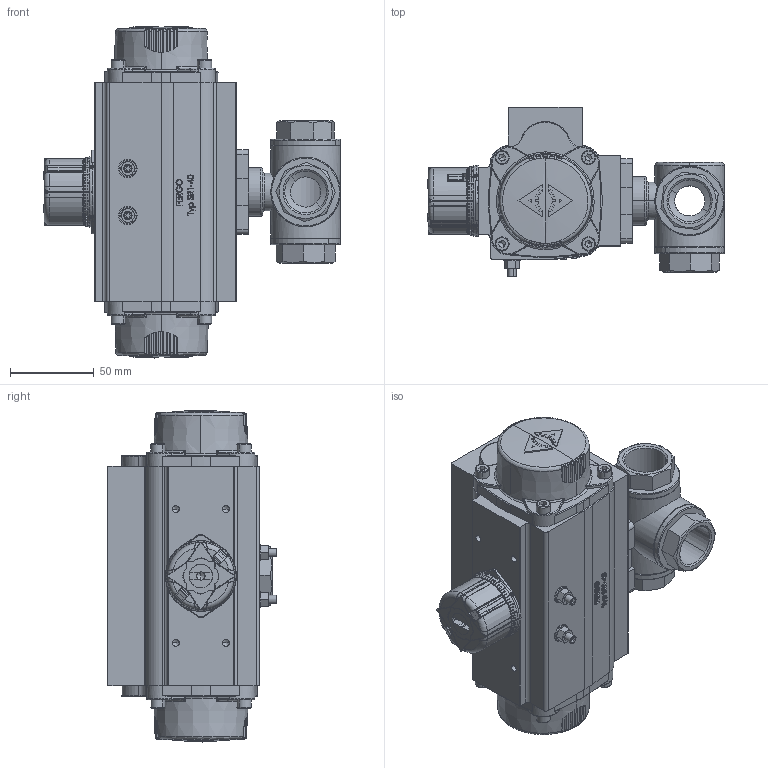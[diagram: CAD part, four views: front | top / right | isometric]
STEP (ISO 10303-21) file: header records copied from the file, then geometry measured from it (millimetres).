
FILE_DESCRIPTION (( 'STEP AP214' ), '1' );
FILE_NAME ('KL103-KT103-3-Wege-Kugelhahn-¾ -Zoll-PN63-SR40-Einfachwirkend-Federschließend-Schwenkantrieb-Fergo.STEP', '2023-07-31T13:44:33', ( '' ), ( '' ), 'SwSTEP 2.0', 'SolidWorks 2022', '' );
FILE_SCHEMA (( 'AUTOMOTIVE_DESIGN' ));
Length unit declared in the file: millimetre
Products named in the file (3): 0040 ASR; KL103-KT103-3-Wege-Kugelhahn-¾ -Zoll-PN63-SR40-Einfachwirkend-Federschließend-Schwenkantrieb-Fergo; KL103-KT103-3-Wege-Kugelhahn-¾-Zoll-PN63-FW_Standard
Assembly tree (2 placements, depth 2):
  KL103-KT103-3-Wege-Kugelhahn-¾ -Zoll-PN63-SR40-Einfachwirkend-Federschließend-Schwenkantrieb-Fergo
    KL103-KT103-3-Wege-Kugelhahn-¾-Zoll-PN63-FW_Standard
    0040 ASR
Bounding box: 177.24 x 101.4 x 198.36 mm (x, y, z)
Volume: 570514 mm3; surface area: 207618 mm2
Topology: 28 solids, 29 shells, 3658 faces, 9685 edges, 6152 vertices
Faces by surface type: plane 1347, cylinder 1119, bspline 686, cone 310, torus 165, sphere 31
Entity records: 157618 total; most frequent: CARTESIAN_POINT 72771, ORIENTED_EDGE 19170, DIRECTION 15760, EDGE_CURVE 9586, VERTEX_POINT 6151, AXIS2_PLACEMENT_3D 5904, LINE 3952, VECTOR 3952
